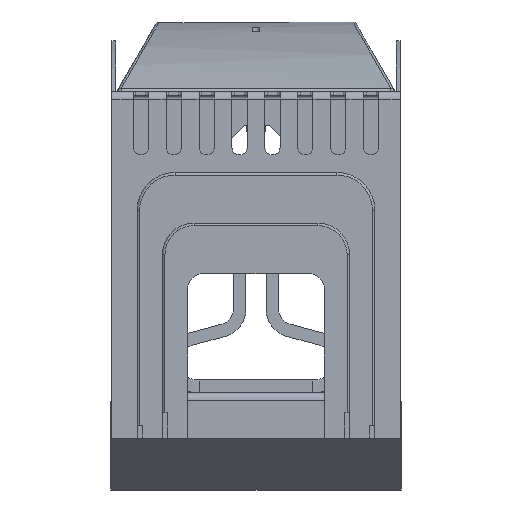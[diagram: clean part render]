
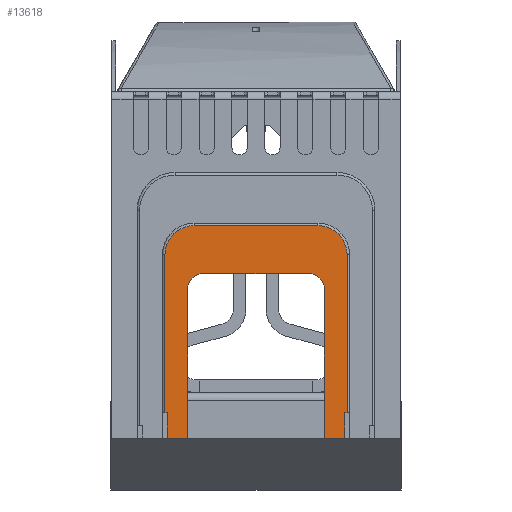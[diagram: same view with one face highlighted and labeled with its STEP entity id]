
A CAD part, front view. The second image highlights one B-rep face of the part: STEP entity #13618.
In plain terms, the highlighted face is planar.
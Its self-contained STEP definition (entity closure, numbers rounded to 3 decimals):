
#422 = CIRCLE ( 'NONE', #10751, 6. ) ;
#508 = VECTOR ( 'NONE', #13322, 1000. ) ;
#613 = CARTESIAN_POINT ( 'NONE',  ( 232., 85.5, 24.5 ) ) ;
#886 = ORIENTED_EDGE ( 'NONE', *, *, #40001, .T. ) ;
#1265 = CARTESIAN_POINT ( 'NONE',  ( 232., 1.5, -24.5 ) ) ;
#1590 = VERTEX_POINT ( 'NONE', #17465 ) ;
#1660 = ORIENTED_EDGE ( 'NONE', *, *, #33172, .T. ) ;
#1947 = VECTOR ( 'NONE', #9714, 1000. ) ;
#2062 = CARTESIAN_POINT ( 'NONE',  ( 232., 11.5, -24.5 ) ) ;
#2307 = DIRECTION ( 'NONE',  ( 0., 1., 0. ) ) ;
#2591 = EDGE_CURVE ( 'NONE', #15587, #22758, #7641, .T. ) ;
#2985 = PLANE ( 'NONE',  #27442 ) ;
#3477 = CARTESIAN_POINT ( 'NONE',  ( 232., 11.5, -24.5 ) ) ;
#3858 = DIRECTION ( 'NONE',  ( 0., 0., -1. ) ) ;
#4299 = CARTESIAN_POINT ( 'NONE',  ( 232., 66.5, -21. ) ) ;
#5113 = VERTEX_POINT ( 'NONE', #9761 ) ;
#5281 = VECTOR ( 'NONE', #9243, 1000. ) ;
#5326 = CARTESIAN_POINT ( 'NONE',  ( 232., 1.5, -35. ) ) ;
#5333 = LINE ( 'NONE', #22335, #508 ) ;
#5353 = AXIS2_PLACEMENT_3D ( 'NONE', #7885, #35310, #16942 ) ;
#5417 = VERTEX_POINT ( 'NONE', #6286 ) ;
#5676 = VECTOR ( 'NONE', #26658, 1000. ) ;
#5686 = VECTOR ( 'NONE', #2307, 1000. ) ;
#5964 = LINE ( 'NONE', #13226, #23382 ) ;
#6195 = VECTOR ( 'NONE', #10952, 1000. ) ;
#6286 = CARTESIAN_POINT ( 'NONE',  ( 232., 66.5, 21. ) ) ;
#6291 = ORIENTED_EDGE ( 'NONE', *, *, #13196, .F. ) ;
#6321 = LINE ( 'NONE', #1265, #38130 ) ;
#6939 = LINE ( 'NONE', #24439, #19047 ) ;
#7614 = ORIENTED_EDGE ( 'NONE', *, *, #12337, .F. ) ;
#7641 = LINE ( 'NONE', #7835, #21640 ) ;
#7738 = EDGE_CURVE ( 'NONE', #1590, #13587, #5333, .T. ) ;
#7835 = CARTESIAN_POINT ( 'NONE',  ( 232., 74., -35. ) ) ;
#7885 = CARTESIAN_POINT ( 'NONE',  ( 232., 60.5, -21. ) ) ;
#8293 = CARTESIAN_POINT ( 'NONE',  ( 232., 11.5, -36. ) ) ;
#8670 = EDGE_CURVE ( 'NONE', #24502, #5417, #422, .T. ) ;
#8671 = ORIENTED_EDGE ( 'NONE', *, *, #24484, .T. ) ;
#8864 = CARTESIAN_POINT ( 'NONE',  ( 232., 11.5, 35. ) ) ;
#8922 = ORIENTED_EDGE ( 'NONE', *, *, #7738, .F. ) ;
#9243 = DIRECTION ( 'NONE',  ( 0., -1., 0. ) ) ;
#9299 = ORIENTED_EDGE ( 'NONE', *, *, #24949, .F. ) ;
#9714 = DIRECTION ( 'NONE',  ( 0., 0., -1. ) ) ;
#9761 = CARTESIAN_POINT ( 'NONE',  ( 232., 1.5, 27. ) ) ;
#10022 = ORIENTED_EDGE ( 'NONE', *, *, #38368, .T. ) ;
#10751 = AXIS2_PLACEMENT_3D ( 'NONE', #38363, #16621, #34992 ) ;
#10947 = VERTEX_POINT ( 'NONE', #11636 ) ;
#10952 = DIRECTION ( 'NONE',  ( 0., 0., -1. ) ) ;
#11414 = CIRCLE ( 'NONE', #5353, 6. ) ;
#11617 = ORIENTED_EDGE ( 'NONE', *, *, #29166, .T. ) ;
#11636 = CARTESIAN_POINT ( 'NONE',  ( 232., 60.5, -27. ) ) ;
#12337 = EDGE_CURVE ( 'NONE', #18977, #1590, #29641, .T. ) ;
#12473 = VERTEX_POINT ( 'NONE', #22085 ) ;
#12695 = LINE ( 'NONE', #25115, #20463 ) ;
#13150 = DIRECTION ( 'NONE',  ( 0., 0., -1. ) ) ;
#13196 = EDGE_CURVE ( 'NONE', #21454, #12473, #19010, .T. ) ;
#13226 = CARTESIAN_POINT ( 'NONE',  ( 232., 66.5, -24.5 ) ) ;
#13290 = ORIENTED_EDGE ( 'NONE', *, *, #35599, .F. ) ;
#13322 = DIRECTION ( 'NONE',  ( 0., -1., 0. ) ) ;
#13427 = CARTESIAN_POINT ( 'NONE',  ( 232., 85.5, -24.5 ) ) ;
#13587 = VERTEX_POINT ( 'NONE', #8293 ) ;
#13618 = ADVANCED_FACE ( 'NONE', ( #39933 ), #2985, .T. ) ;
#14396 = VERTEX_POINT ( 'NONE', #38347 ) ;
#14416 = CARTESIAN_POINT ( 'NONE',  ( 232., 1.5, -27. ) ) ;
#14561 = LINE ( 'NONE', #20685, #18405 ) ;
#14895 = VERTEX_POINT ( 'NONE', #4299 ) ;
#15587 = VERTEX_POINT ( 'NONE', #5326 ) ;
#16396 = LINE ( 'NONE', #2062, #6195 ) ;
#16621 = DIRECTION ( 'NONE',  ( -1., 0., 0. ) ) ;
#16850 = LINE ( 'NONE', #23586, #5676 ) ;
#16942 = DIRECTION ( 'NONE',  ( 0., 0., 1. ) ) ;
#17024 = DIRECTION ( 'NONE',  ( 0., 1., 0. ) ) ;
#17047 = CARTESIAN_POINT ( 'NONE',  ( 232., 11.5, 36. ) ) ;
#17465 = CARTESIAN_POINT ( 'NONE',  ( 232., 74., -36. ) ) ;
#17823 = CARTESIAN_POINT ( 'NONE',  ( 232., 80.737, -36. ) ) ;
#17960 = CARTESIAN_POINT ( 'NONE',  ( 232., 85.5, -24.5 ) ) ;
#18147 = CARTESIAN_POINT ( 'NONE',  ( 232., 74., -24.5 ) ) ;
#18342 = CARTESIAN_POINT ( 'NONE',  ( 232., 74., -36. ) ) ;
#18405 = VECTOR ( 'NONE', #23772, 1000. ) ;
#18856 = EDGE_LOOP ( 'NONE', ( #10022, #39245, #38806, #8922, #7614, #9299, #6291, #13290, #23145, #36214, #39492, #1660, #30039, #8671, #11617, #886 ) ) ;
#18977 = VERTEX_POINT ( 'NONE', #13427 ) ;
#19010 =( BOUNDED_CURVE ( )  B_SPLINE_CURVE ( 3, ( #21922, #37510, #19112, #613 ),
 .UNSPECIFIED., .F., .T. ) 
 B_SPLINE_CURVE_WITH_KNOTS ( ( 4, 4 ),
 ( 0., 1. ),
 .UNSPECIFIED. ) 
 CURVE ( )  GEOMETRIC_REPRESENTATION_ITEM ( )  RATIONAL_B_SPLINE_CURVE ( ( 1., 0.805, 0.805, 1. ) ) 
 REPRESENTATION_ITEM ( '' )  );
#19047 = VECTOR ( 'NONE', #39615, 1000. ) ;
#19112 = CARTESIAN_POINT ( 'NONE',  ( 232., 85.5, 31.237 ) ) ;
#19226 = EDGE_CURVE ( 'NONE', #26787, #14396, #14561, .T. ) ;
#19402 = EDGE_CURVE ( 'NONE', #22758, #13587, #25557, .T. ) ;
#20209 = EDGE_CURVE ( 'NONE', #36980, #26787, #16396, .T. ) ;
#20463 = VECTOR ( 'NONE', #37611, 1000. ) ;
#20685 = CARTESIAN_POINT ( 'NONE',  ( 232., 74., 35. ) ) ;
#21454 = VERTEX_POINT ( 'NONE', #28157 ) ;
#21640 = VECTOR ( 'NONE', #17024, 1000. ) ;
#21658 = CARTESIAN_POINT ( 'NONE',  ( 232., 74., -27. ) ) ;
#21922 = CARTESIAN_POINT ( 'NONE',  ( 232., 74., 36. ) ) ;
#22085 = CARTESIAN_POINT ( 'NONE',  ( 232., 85.5, 24.5 ) ) ;
#22335 = CARTESIAN_POINT ( 'NONE',  ( 232., 1.5, -36. ) ) ;
#22758 = VERTEX_POINT ( 'NONE', #24378 ) ;
#23114 = LINE ( 'NONE', #29821, #5686 ) ;
#23145 = ORIENTED_EDGE ( 'NONE', *, *, #20209, .T. ) ;
#23382 = VECTOR ( 'NONE', #3858, 1000. ) ;
#23586 = CARTESIAN_POINT ( 'NONE',  ( 232., 1.5, -24.5 ) ) ;
#23772 = DIRECTION ( 'NONE',  ( 0., -1., 0. ) ) ;
#24378 = CARTESIAN_POINT ( 'NONE',  ( 232., 11.5, -35. ) ) ;
#24439 = CARTESIAN_POINT ( 'NONE',  ( 232., 1.5, 36. ) ) ;
#24484 = EDGE_CURVE ( 'NONE', #5417, #14895, #5964, .T. ) ;
#24502 = VERTEX_POINT ( 'NONE', #25049 ) ;
#24949 = EDGE_CURVE ( 'NONE', #12473, #18977, #12695, .T. ) ;
#25049 = CARTESIAN_POINT ( 'NONE',  ( 232., 60.5, 27. ) ) ;
#25115 = CARTESIAN_POINT ( 'NONE',  ( 232., 85.5, -24.5 ) ) ;
#25557 = LINE ( 'NONE', #3477, #1947 ) ;
#26658 = DIRECTION ( 'NONE',  ( 0., 0., -1. ) ) ;
#26787 = VERTEX_POINT ( 'NONE', #8864 ) ;
#27246 = DIRECTION ( 'NONE',  ( 1., 0., 0. ) ) ;
#27442 = AXIS2_PLACEMENT_3D ( 'NONE', #18147, #27246, #27641 ) ;
#27573 = EDGE_CURVE ( 'NONE', #14396, #5113, #16850, .T. ) ;
#27641 = DIRECTION ( 'NONE',  ( 0., 0., -1. ) ) ;
#28157 = CARTESIAN_POINT ( 'NONE',  ( 232., 74., 36. ) ) ;
#29166 = EDGE_CURVE ( 'NONE', #14895, #10947, #11414, .T. ) ;
#29641 =( BOUNDED_CURVE ( )  B_SPLINE_CURVE ( 3, ( #17960, #36205, #17823, #18342 ),
 .UNSPECIFIED., .F., .T. ) 
 B_SPLINE_CURVE_WITH_KNOTS ( ( 4, 4 ),
 ( 0., 1. ),
 .UNSPECIFIED. ) 
 CURVE ( )  GEOMETRIC_REPRESENTATION_ITEM ( )  RATIONAL_B_SPLINE_CURVE ( ( 1., 0.805, 0.805, 1. ) ) 
 REPRESENTATION_ITEM ( '' )  );
#29821 = CARTESIAN_POINT ( 'NONE',  ( 232., 74., 27. ) ) ;
#30039 = ORIENTED_EDGE ( 'NONE', *, *, #8670, .T. ) ;
#30869 = LINE ( 'NONE', #21658, #5281 ) ;
#33172 = EDGE_CURVE ( 'NONE', #5113, #24502, #23114, .T. ) ;
#34992 = DIRECTION ( 'NONE',  ( 0., 0., 1. ) ) ;
#35310 = DIRECTION ( 'NONE',  ( -1., 0., 0. ) ) ;
#35599 = EDGE_CURVE ( 'NONE', #36980, #21454, #6939, .T. ) ;
#36205 = CARTESIAN_POINT ( 'NONE',  ( 232., 85.5, -31.237 ) ) ;
#36214 = ORIENTED_EDGE ( 'NONE', *, *, #19226, .T. ) ;
#36980 = VERTEX_POINT ( 'NONE', #17047 ) ;
#37510 = CARTESIAN_POINT ( 'NONE',  ( 232., 80.737, 36. ) ) ;
#37611 = DIRECTION ( 'NONE',  ( 0., 0., -1. ) ) ;
#38130 = VECTOR ( 'NONE', #13150, 1000. ) ;
#38347 = CARTESIAN_POINT ( 'NONE',  ( 232., 1.5, 35. ) ) ;
#38363 = CARTESIAN_POINT ( 'NONE',  ( 232., 60.5, 21. ) ) ;
#38368 = EDGE_CURVE ( 'NONE', #39522, #15587, #6321, .T. ) ;
#38806 = ORIENTED_EDGE ( 'NONE', *, *, #19402, .T. ) ;
#39245 = ORIENTED_EDGE ( 'NONE', *, *, #2591, .T. ) ;
#39492 = ORIENTED_EDGE ( 'NONE', *, *, #27573, .T. ) ;
#39522 = VERTEX_POINT ( 'NONE', #14416 ) ;
#39615 = DIRECTION ( 'NONE',  ( 0., 1., 0. ) ) ;
#39933 = FACE_OUTER_BOUND ( 'NONE', #18856, .T. ) ;
#40001 = EDGE_CURVE ( 'NONE', #10947, #39522, #30869, .T. ) ;
